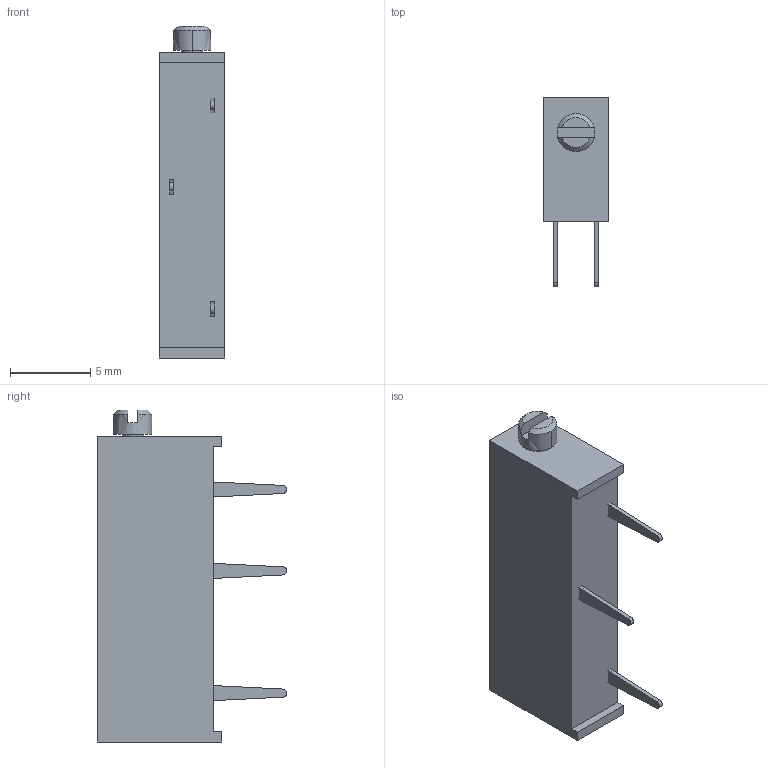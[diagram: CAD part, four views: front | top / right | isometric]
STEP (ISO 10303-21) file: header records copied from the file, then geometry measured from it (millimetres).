
FILE_DESCRIPTION((''),'2;1');
FILE_NAME('3005P_ASM','2012-02-10T',('minhn'),('Bourns, Inc.'),'PRO/ENGINEER BY PARAMETRIC TECHNOLOGY CORPORATION, 2001200','PRO/ENGINEER BY PARAMETRIC TECHNOLOGY CORPORATION, 2001200','');
FILE_SCHEMA(('AUTOMOTIVE_DESIGN_CC2 { 1 2 10303 214 -1 1 5 2 }'));
Length unit declared in the file: inch
Products named in the file (4): 33256-47001; 3005_SHAFT_HEAD; 3005_PINS; 3005P_ASM
Assembly tree (5 placements, depth 2):
  3005P_ASM
    33256-47001
    3005_SHAFT_HEAD
    3005_PINS  x3
Bounding box: 4.06 x 11.8 x 20.7 mm (x, y, z)
Volume: 567.4 mm3; surface area: 566.6 mm2
Topology: 5 solids, 5 shells, 52 faces, 118 edges, 78 vertices
Faces by surface type: bspline 52
Entity records: 1507 total; most frequent: CARTESIAN_POINT 569, ORIENTED_EDGE 164, DIRECTION 118, EDGE_CURVE 82, VECTOR 56, LINE 56, VERTEX_POINT 54, EDGE_LOOP 38
